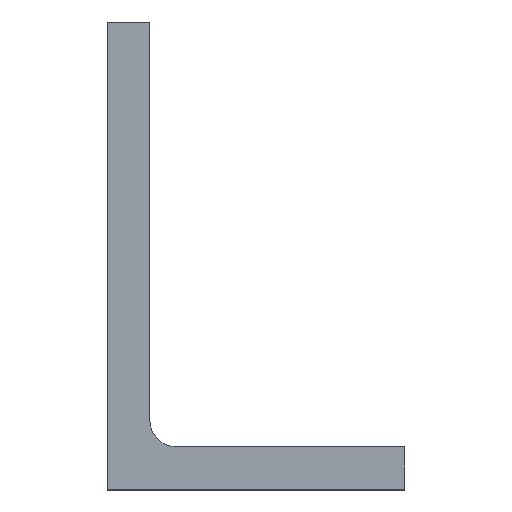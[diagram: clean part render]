
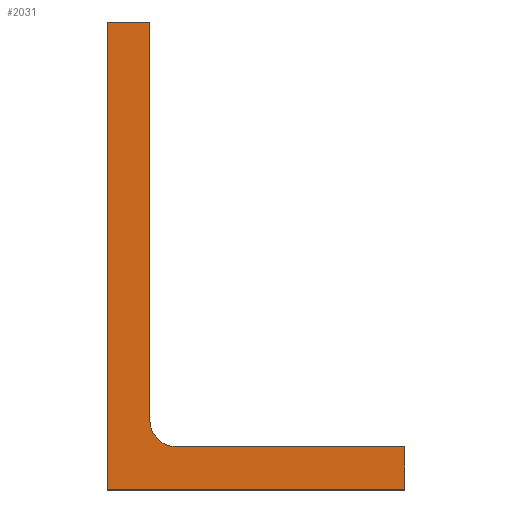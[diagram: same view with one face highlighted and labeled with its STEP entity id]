
A CAD part, top view. The second image highlights one B-rep face of the part: STEP entity #2031.
In plain terms, the highlighted planar face has unit normal (0, 0, 1).
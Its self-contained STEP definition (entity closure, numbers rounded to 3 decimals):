
#162 = CARTESIAN_POINT ( 'NONE',  ( 0., 0., 0. ) ) ;
#168 = AXIS2_PLACEMENT_3D ( 'NONE', #2759, #549, #1430 ) ;
#360 = AXIS2_PLACEMENT_3D ( 'NONE', #2047, #5074, #5055 ) ;
#477 = DIRECTION ( 'NONE',  ( -1., 0., 0. ) ) ;
#549 = DIRECTION ( 'NONE',  ( 0., 0., -1. ) ) ;
#886 = DIRECTION ( 'NONE',  ( 1., 0., 0. ) ) ;
#918 = VECTOR ( 'NONE', #4617, 1000. ) ;
#929 = EDGE_CURVE ( 'NONE', #4203, #1880, #2957, .T. ) ;
#954 = ORIENTED_EDGE ( 'NONE', *, *, #4820, .T. ) ;
#1223 = EDGE_CURVE ( 'NONE', #4661, #1841, #3740, .T. ) ;
#1430 = DIRECTION ( 'NONE',  ( -1., 0., 0. ) ) ;
#1474 = DIRECTION ( 'NONE',  ( 0., 1., 0. ) ) ;
#1592 = LINE ( 'NONE', #2345, #1854 ) ;
#1701 = CARTESIAN_POINT ( 'NONE',  ( 12.7, 139.7, 0. ) ) ;
#1841 = VERTEX_POINT ( 'NONE', #2279 ) ;
#1854 = VECTOR ( 'NONE', #1474, 1000. ) ;
#1880 = VERTEX_POINT ( 'NONE', #4521 ) ;
#1948 = PLANE ( 'NONE',  #168 ) ;
#2017 = ORIENTED_EDGE ( 'NONE', *, *, #4952, .T. ) ;
#2031 = ADVANCED_FACE ( 'NONE', ( #4301 ), #1948, .F. ) ;
#2047 = CARTESIAN_POINT ( 'NONE',  ( 20.7, 20.7, 0. ) ) ;
#2190 = VECTOR ( 'NONE', #2272, 1000. ) ;
#2272 = DIRECTION ( 'NONE',  ( 0., -1., 0. ) ) ;
#2279 = CARTESIAN_POINT ( 'NONE',  ( 0., 139.7, 0. ) ) ;
#2345 = CARTESIAN_POINT ( 'NONE',  ( 88.9, 0., 0. ) ) ;
#2578 = VECTOR ( 'NONE', #477, 1000. ) ;
#2593 = LINE ( 'NONE', #4764, #4159 ) ;
#2602 = VERTEX_POINT ( 'NONE', #4525 ) ;
#2691 = CARTESIAN_POINT ( 'NONE',  ( 20.7, 12.7, 0. ) ) ;
#2759 = CARTESIAN_POINT ( 'NONE',  ( 0., 139.7, 0. ) ) ;
#2957 = CIRCLE ( 'NONE', #360, 8. ) ;
#3050 = EDGE_CURVE ( 'NONE', #1841, #2602, #4127, .T. ) ;
#3083 = ORIENTED_EDGE ( 'NONE', *, *, #4910, .T. ) ;
#3105 = ORIENTED_EDGE ( 'NONE', *, *, #1223, .T. ) ;
#3309 = ORIENTED_EDGE ( 'NONE', *, *, #3050, .T. ) ;
#3526 = CARTESIAN_POINT ( 'NONE',  ( 12.7, 12.7, 0. ) ) ;
#3539 = CARTESIAN_POINT ( 'NONE',  ( 88.9, 12.7, 0. ) ) ;
#3579 = VERTEX_POINT ( 'NONE', #3539 ) ;
#3616 = CARTESIAN_POINT ( 'NONE',  ( 88.9, 0., 0. ) ) ;
#3673 = EDGE_CURVE ( 'NONE', #3696, #3579, #1592, .T. ) ;
#3679 = EDGE_LOOP ( 'NONE', ( #3309, #954, #3950, #3083, #4846, #2017, #3105 ) ) ;
#3696 = VERTEX_POINT ( 'NONE', #3616 ) ;
#3740 = LINE ( 'NONE', #4368, #2578 ) ;
#3950 = ORIENTED_EDGE ( 'NONE', *, *, #3673, .T. ) ;
#4019 = VECTOR ( 'NONE', #4861, 1000. ) ;
#4127 = LINE ( 'NONE', #162, #2190 ) ;
#4159 = VECTOR ( 'NONE', #886, 1000. ) ;
#4203 = VERTEX_POINT ( 'NONE', #2691 ) ;
#4301 = FACE_OUTER_BOUND ( 'NONE', #3679, .T. ) ;
#4368 = CARTESIAN_POINT ( 'NONE',  ( 0., 139.7, 0. ) ) ;
#4521 = CARTESIAN_POINT ( 'NONE',  ( 12.7, 20.7, 0. ) ) ;
#4525 = CARTESIAN_POINT ( 'NONE',  ( 0., 0., 0. ) ) ;
#4595 = CARTESIAN_POINT ( 'NONE',  ( 12.7, 12.7, 0. ) ) ;
#4617 = DIRECTION ( 'NONE',  ( 0., 1., 0. ) ) ;
#4661 = VERTEX_POINT ( 'NONE', #1701 ) ;
#4764 = CARTESIAN_POINT ( 'NONE',  ( 0., 0., 0. ) ) ;
#4820 = EDGE_CURVE ( 'NONE', #2602, #3696, #2593, .T. ) ;
#4846 = ORIENTED_EDGE ( 'NONE', *, *, #929, .T. ) ;
#4854 = LINE ( 'NONE', #4595, #918 ) ;
#4861 = DIRECTION ( 'NONE',  ( -1., 0., 0. ) ) ;
#4910 = EDGE_CURVE ( 'NONE', #3579, #4203, #5316, .T. ) ;
#4952 = EDGE_CURVE ( 'NONE', #1880, #4661, #4854, .T. ) ;
#5055 = DIRECTION ( 'NONE',  ( -1., 0., 0. ) ) ;
#5074 = DIRECTION ( 'NONE',  ( 0., 0., -1. ) ) ;
#5316 = LINE ( 'NONE', #3526, #4019 ) ;
